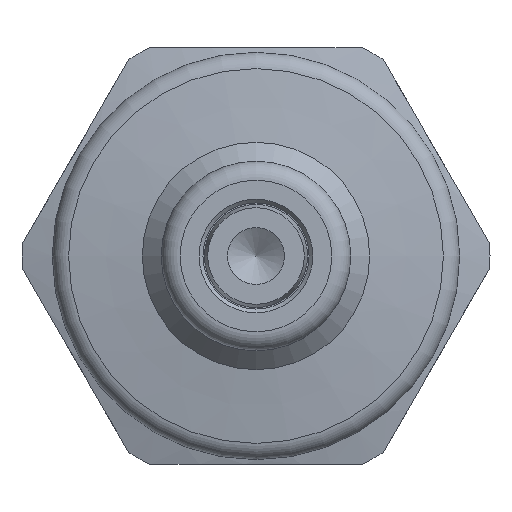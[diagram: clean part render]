
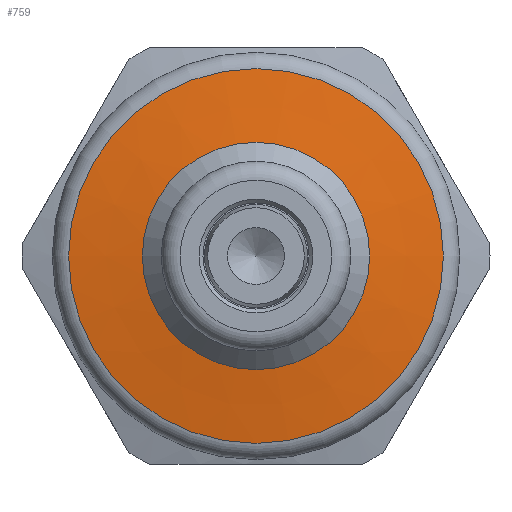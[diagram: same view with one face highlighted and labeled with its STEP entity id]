
A CAD part, left-side view. The second image highlights one B-rep face of the part: STEP entity #759.
In plain terms, the highlighted conical face has half-angle 82 degrees and reference radius 8.375 mm.
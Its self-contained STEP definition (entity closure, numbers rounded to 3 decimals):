
#33=CONICAL_SURFACE('',#853,8.375,1.431);
#56=LINE('',#1238,#87);
#87=VECTOR('',#1006,8.375);
#193=FACE_OUTER_BOUND('',#242,.T.);
#242=EDGE_LOOP('',(#569,#570,#571,#572,#573));
#287=CIRCLE('',#825,6.);
#307=CIRCLE('',#854,9.889);
#308=CIRCLE('',#855,9.889);
#346=VERTEX_POINT('',#1183);
#363=VERTEX_POINT('',#1235);
#364=VERTEX_POINT('',#1236);
#414=EDGE_CURVE('',#346,#346,#287,.T.);
#440=EDGE_CURVE('',#363,#364,#307,.T.);
#441=EDGE_CURVE('',#363,#346,#56,.T.);
#442=EDGE_CURVE('',#364,#363,#308,.T.);
#569=ORIENTED_EDGE('',*,*,#440,.F.);
#570=ORIENTED_EDGE('',*,*,#441,.T.);
#571=ORIENTED_EDGE('',*,*,#414,.T.);
#572=ORIENTED_EDGE('',*,*,#441,.F.);
#573=ORIENTED_EDGE('',*,*,#442,.F.);
#759=ADVANCED_FACE('',(#193),#33,.T.);
#825=AXIS2_PLACEMENT_3D('',#1184,#940,#941);
#853=AXIS2_PLACEMENT_3D('',#1234,#1002,#1003);
#854=AXIS2_PLACEMENT_3D('',#1237,#1004,#1005);
#855=AXIS2_PLACEMENT_3D('',#1239,#1007,#1008);
#940=DIRECTION('center_axis',(1.,0.,0.));
#941=DIRECTION('ref_axis',(0.,1.,0.));
#1002=DIRECTION('center_axis',(1.,0.,0.));
#1003=DIRECTION('ref_axis',(0.,1.,0.));
#1004=DIRECTION('center_axis',(1.,0.,0.));
#1005=DIRECTION('ref_axis',(0.,-1.,0.));
#1006=DIRECTION('',(-0.139,0.99,0.));
#1007=DIRECTION('center_axis',(1.,0.,0.));
#1008=DIRECTION('ref_axis',(0.,-1.,0.));
#1183=CARTESIAN_POINT('',(20.,-6.,0.));
#1184=CARTESIAN_POINT('Origin',(20.,0.,0.));
#1234=CARTESIAN_POINT('Origin',(20.334,0.,0.));
#1235=CARTESIAN_POINT('',(20.547,-9.889,0.));
#1236=CARTESIAN_POINT('',(20.547,0.,9.889));
#1237=CARTESIAN_POINT('Origin',(20.547,0.,0.));
#1238=CARTESIAN_POINT('',(20.334,-8.375,0.));
#1239=CARTESIAN_POINT('Origin',(20.547,0.,0.));
